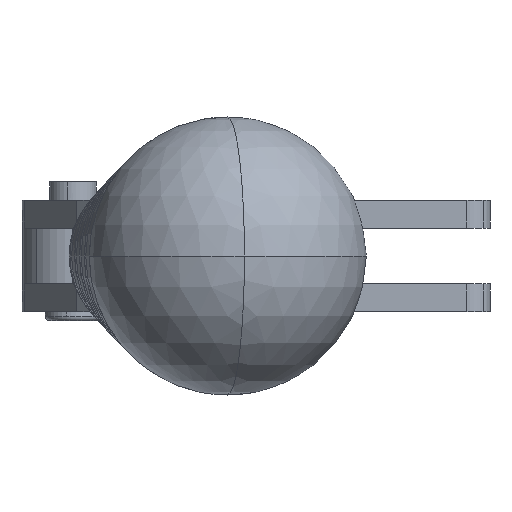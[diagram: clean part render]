
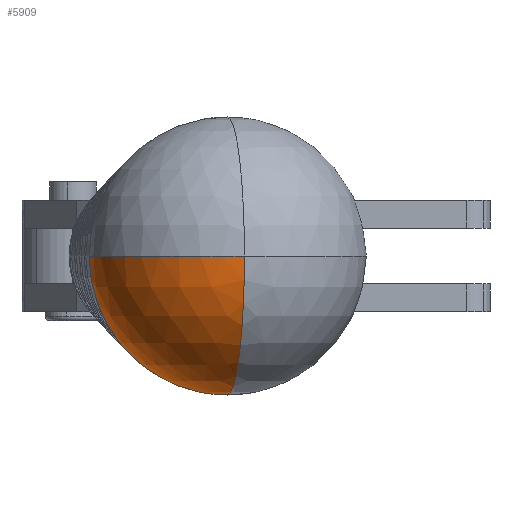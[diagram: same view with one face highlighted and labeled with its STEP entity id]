
A CAD part, left-side view. The second image highlights one B-rep face of the part: STEP entity #5909.
In plain terms, the highlighted spherical face has radius 15 mm.
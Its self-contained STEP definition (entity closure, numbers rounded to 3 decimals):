
#301=CARTESIAN_POINT('',(-96.491,22.463,-37.472));
#302=VERTEX_POINT('',#301);
#312=CARTESIAN_POINT('',(-83.22,39.213,-37.472));
#313=VERTEX_POINT('',#312);
#321=CARTESIAN_POINT('',(-81.604,24.3,-37.472));
#322=DIRECTION('',(0.,0.,-1.));
#323=DIRECTION('',(0.122,-0.992,0.));
#324=AXIS2_PLACEMENT_3D('',#321,#322,#323);
#325=CIRCLE('',#324,15.0);
#326=EDGE_CURVE('',#302,#313,#325,.T.);
#370=CARTESIAN_POINT('',(-81.383,24.328,-52.471));
#371=VERTEX_POINT('',#370);
#372=CARTESIAN_POINT('',(-81.604,24.3,-52.472));
#373=VERTEX_POINT('',#372);
#374=CARTESIAN_POINT('',(-81.604,24.3,-37.472));
#375=DIRECTION('',(-0.122,0.992,0.0));
#376=DIRECTION('',(0.0,0.0,-1.0));
#377=AXIS2_PLACEMENT_3D('',#374,#375,#376);
#378=CIRCLE('',#377,15.0);
#379=EDGE_CURVE('',#371,#373,#378,.T.);
#403=CARTESIAN_POINT('',(-81.604,24.3,-37.472));
#404=DIRECTION('',(-0.122,0.992,0.0));
#405=DIRECTION('',(0.0,0.0,-1.0));
#406=AXIS2_PLACEMENT_3D('',#403,#404,#405);
#407=CIRCLE('',#406,15.0);
#408=EDGE_CURVE('',#373,#302,#407,.T.);
#5892=CARTESIAN_POINT('',(-81.604,24.3,-37.472));
#5893=DIRECTION('',(0.0,0.0,1.0));
#5894=DIRECTION('',(-0.992,-0.122,0.));
#5895=AXIS2_PLACEMENT_3D('',#5892,#5893,#5894);
#5896=SPHERICAL_SURFACE('',#5895,15.0);
#5897=ORIENTED_EDGE('',*,*,#408,.T.);
#5898=ORIENTED_EDGE('',*,*,#326,.T.);
#5899=CARTESIAN_POINT('',(-81.383,24.328,-37.472));
#5900=DIRECTION('',(-0.992,-0.122,0.0));
#5901=DIRECTION('',(0.0,0.0,-1.0));
#5902=AXIS2_PLACEMENT_3D('',#5899,#5900,#5901);
#5903=CIRCLE('',#5902,14.998);
#5904=EDGE_CURVE('',#313,#371,#5903,.T.);
#5905=ORIENTED_EDGE('',*,*,#5904,.T.);
#5906=ORIENTED_EDGE('',*,*,#379,.T.);
#5907=EDGE_LOOP('',(#5897,#5898,#5905,#5906));
#5908=FACE_OUTER_BOUND('',#5907,.T.);
#5909=ADVANCED_FACE('',(#5908),#5896,.T.);
